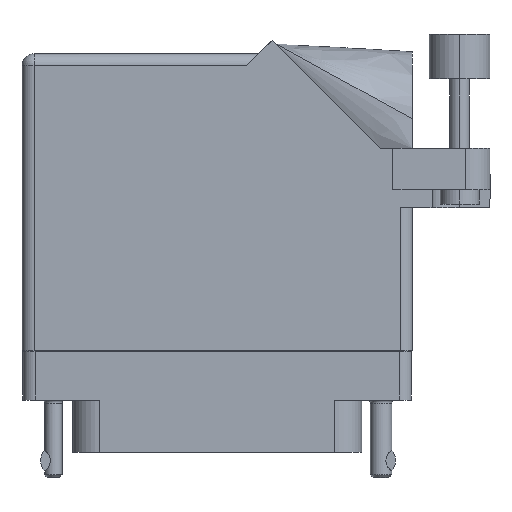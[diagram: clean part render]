
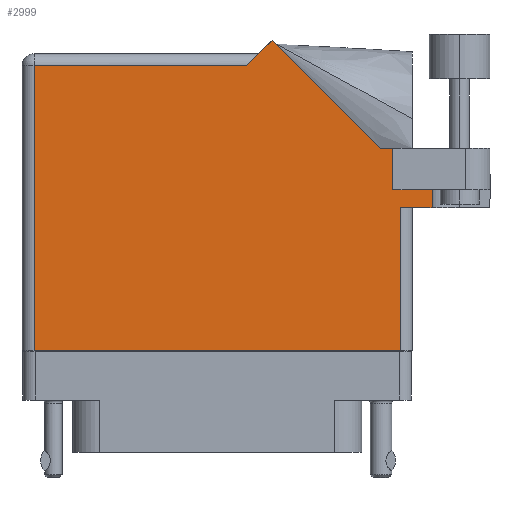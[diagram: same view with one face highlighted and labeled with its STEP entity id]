
A CAD part, front view. The second image highlights one B-rep face of the part: STEP entity #2999.
In plain terms, the highlighted face is planar.
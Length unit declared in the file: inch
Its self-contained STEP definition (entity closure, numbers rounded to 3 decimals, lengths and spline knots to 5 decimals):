
#328 = DIRECTION ( 'NONE',  ( -1., 0., 0. ) ) ;
#1577 = CARTESIAN_POINT ( 'NONE',  ( 0.83942, 0.944, 0.455 ) ) ;
#1752 = VECTOR ( 'NONE', #43726, 39.37008 ) ;
#2648 = LINE ( 'NONE', #41692, #29631 ) ;
#2999 = ADVANCED_FACE ( 'NONE', ( #27023 ), #36663, .F. ) ;
#3903 = VERTEX_POINT ( 'NONE', #7610 ) ;
#4586 = LINE ( 'NONE', #41599, #38846 ) ;
#4706 = VERTEX_POINT ( 'NONE', #45080 ) ;
#4782 = ORIENTED_EDGE ( 'NONE', *, *, #15626, .T. ) ;
#4994 = CARTESIAN_POINT ( 'NONE',  ( -0.943, -0.1, 0.455 ) ) ;
#5450 = ORIENTED_EDGE ( 'NONE', *, *, #12285, .F. ) ;
#6837 = LINE ( 'NONE', #34669, #17352 ) ;
#7610 = CARTESIAN_POINT ( 'NONE',  ( 0.83942, 0.944, 0.455 ) ) ;
#8333 = EDGE_CURVE ( 'NONE', #19158, #39843, #45150, .T. ) ;
#8833 = EDGE_CURVE ( 'NONE', #39843, #11978, #10307, .T. ) ;
#9406 = LINE ( 'NONE', #10574, #19369 ) ;
#9894 = DIRECTION ( 'NONE',  ( 0., -1., 0. ) ) ;
#10190 = ORIENTED_EDGE ( 'NONE', *, *, #8333, .T. ) ;
#10307 = LINE ( 'NONE', #4994, #19737 ) ;
#10574 = CARTESIAN_POINT ( 'NONE',  ( -1.005, -0.1, 0.455 ) ) ;
#11084 = LINE ( 'NONE', #1577, #1752 ) ;
#11278 = ORIENTED_EDGE ( 'NONE', *, *, #32976, .T. ) ;
#11978 = VERTEX_POINT ( 'NONE', #21182 ) ;
#12015 = CARTESIAN_POINT ( 'NONE',  ( 1.005, 0.637, 0.455 ) ) ;
#12152 = ORIENTED_EDGE ( 'NONE', *, *, #17087, .T. ) ;
#12285 = EDGE_CURVE ( 'NONE', #23460, #4706, #4586, .T. ) ;
#12427 = VERTEX_POINT ( 'NONE', #14957 ) ;
#13446 = VECTOR ( 'NONE', #328, 39.37008 ) ;
#14932 = VECTOR ( 'NONE', #29589, 39.37008 ) ;
#14957 = CARTESIAN_POINT ( 'NONE',  ( 0.28271, 1.50071, 0.455 ) ) ;
#15111 = CARTESIAN_POINT ( 'NONE',  ( 0.943, -0.1, 0.455 ) ) ;
#15487 = VERTEX_POINT ( 'NONE', #34873 ) ;
#15597 = LINE ( 'NONE', #34254, #42698 ) ;
#15626 = EDGE_CURVE ( 'NONE', #37243, #3903, #32829, .T. ) ;
#16286 = DIRECTION ( 'NONE',  ( -1., 0., 0. ) ) ;
#17087 = EDGE_CURVE ( 'NONE', #37986, #15487, #15597, .T. ) ;
#17352 = VECTOR ( 'NONE', #31544, 39.37008 ) ;
#18078 = VECTOR ( 'NONE', #16286, 39.37008 ) ;
#18105 = ORIENTED_EDGE ( 'NONE', *, *, #20363, .F. ) ;
#19158 = VERTEX_POINT ( 'NONE', #21487 ) ;
#19206 = DIRECTION ( 'NONE',  ( 0., -1., 0. ) ) ;
#19369 = VECTOR ( 'NONE', #39168, 39.37008 ) ;
#19737 = VECTOR ( 'NONE', #19206, 39.37008 ) ;
#20221 = DIRECTION ( 'NONE',  ( 0., 1., 0. ) ) ;
#20363 = EDGE_CURVE ( 'NONE', #30667, #23460, #2648, .T. ) ;
#20985 = CARTESIAN_POINT ( 'NONE',  ( 1.405, 0.944, 0.455 ) ) ;
#21182 = CARTESIAN_POINT ( 'NONE',  ( -0.943, -0.1, 0.455 ) ) ;
#21487 = CARTESIAN_POINT ( 'NONE',  ( 0.15, 1.368, 0.455 ) ) ;
#21819 = ORIENTED_EDGE ( 'NONE', *, *, #36540, .T. ) ;
#21970 = CARTESIAN_POINT ( 'NONE',  ( 1.1065, 0.731, 0.455 ) ) ;
#21976 = ORIENTED_EDGE ( 'NONE', *, *, #8833, .T. ) ;
#22455 = DIRECTION ( 'NONE',  ( -1., 0., 0. ) ) ;
#22656 = ORIENTED_EDGE ( 'NONE', *, *, #32434, .T. ) ;
#22911 = ORIENTED_EDGE ( 'NONE', *, *, #32445, .T. ) ;
#23460 = VERTEX_POINT ( 'NONE', #21970 ) ;
#24368 = LINE ( 'NONE', #12015, #14932 ) ;
#27023 = FACE_OUTER_BOUND ( 'NONE', #32285, .T. ) ;
#28261 = LINE ( 'NONE', #40267, #37713 ) ;
#28855 = AXIS2_PLACEMENT_3D ( 'NONE', #37131, #40544, #22455 ) ;
#29589 = DIRECTION ( 'NONE',  ( 1., 0., 0. ) ) ;
#29631 = VECTOR ( 'NONE', #45058, 39.37008 ) ;
#29694 = CARTESIAN_POINT ( 'NONE',  ( 0.905, 0.731, 0.455 ) ) ;
#30667 = VERTEX_POINT ( 'NONE', #29694 ) ;
#31544 = DIRECTION ( 'NONE',  ( -0.707, -0.707, 0. ) ) ;
#32285 = EDGE_LOOP ( 'NONE', ( #11278, #12152, #22656, #5450, #18105, #36918, #4782, #22911, #21819, #10190, #21976 ) ) ;
#32434 = EDGE_CURVE ( 'NONE', #15487, #4706, #24368, .T. ) ;
#32445 = EDGE_CURVE ( 'NONE', #3903, #12427, #11084, .T. ) ;
#32829 = LINE ( 'NONE', #20985, #13446 ) ;
#32976 = EDGE_CURVE ( 'NONE', #11978, #37986, #9406, .T. ) ;
#34254 = CARTESIAN_POINT ( 'NONE',  ( 0.943, 0.637, 0.455 ) ) ;
#34669 = CARTESIAN_POINT ( 'NONE',  ( 0.212, 1.43, 0.455 ) ) ;
#34873 = CARTESIAN_POINT ( 'NONE',  ( 0.943, 0.637, 0.455 ) ) ;
#36511 = CARTESIAN_POINT ( 'NONE',  ( -0.943, 1.368, 0.455 ) ) ;
#36540 = EDGE_CURVE ( 'NONE', #12427, #19158, #6837, .T. ) ;
#36663 = PLANE ( 'NONE',  #28855 ) ;
#36918 = ORIENTED_EDGE ( 'NONE', *, *, #44695, .T. ) ;
#37131 = CARTESIAN_POINT ( 'NONE',  ( -1.005, 1.43, 0.455 ) ) ;
#37243 = VERTEX_POINT ( 'NONE', #39318 ) ;
#37713 = VECTOR ( 'NONE', #43495, 39.37008 ) ;
#37986 = VERTEX_POINT ( 'NONE', #15111 ) ;
#38846 = VECTOR ( 'NONE', #9894, 39.37008 ) ;
#39168 = DIRECTION ( 'NONE',  ( 1., 0., 0. ) ) ;
#39318 = CARTESIAN_POINT ( 'NONE',  ( 0.905, 0.944, 0.455 ) ) ;
#39843 = VERTEX_POINT ( 'NONE', #36511 ) ;
#40267 = CARTESIAN_POINT ( 'NONE',  ( 0.905, 0.731, 0.455 ) ) ;
#40544 = DIRECTION ( 'NONE',  ( 0., 0., -1. ) ) ;
#40734 = CARTESIAN_POINT ( 'NONE',  ( -1.005, 1.368, 0.455 ) ) ;
#41599 = CARTESIAN_POINT ( 'NONE',  ( 1.1065, 1.06177, 0.455 ) ) ;
#41692 = CARTESIAN_POINT ( 'NONE',  ( 0.905, 0.731, 0.455 ) ) ;
#42698 = VECTOR ( 'NONE', #20221, 39.37008 ) ;
#43495 = DIRECTION ( 'NONE',  ( 0., 1., 0. ) ) ;
#43726 = DIRECTION ( 'NONE',  ( -0.707, 0.707, 0. ) ) ;
#44695 = EDGE_CURVE ( 'NONE', #30667, #37243, #28261, .T. ) ;
#45058 = DIRECTION ( 'NONE',  ( 1., 0., 0. ) ) ;
#45080 = CARTESIAN_POINT ( 'NONE',  ( 1.1065, 0.637, 0.455 ) ) ;
#45150 = LINE ( 'NONE', #40734, #18078 ) ;
